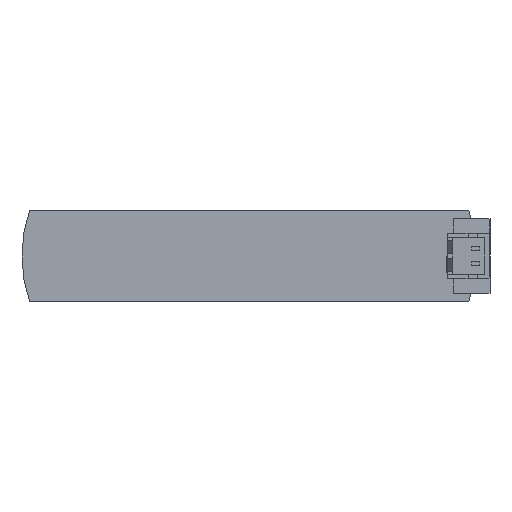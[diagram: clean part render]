
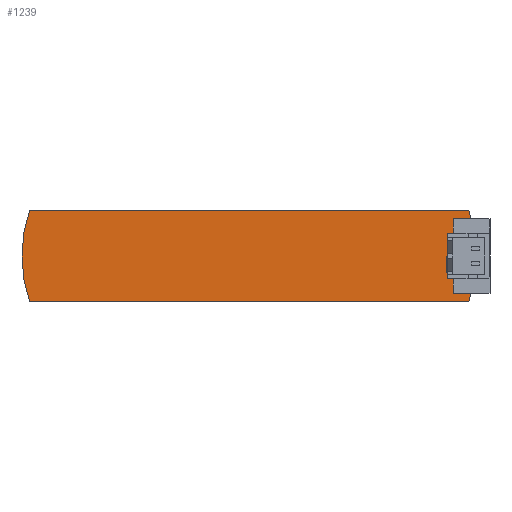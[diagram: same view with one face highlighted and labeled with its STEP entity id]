
A CAD part, front view. The second image highlights one B-rep face of the part: STEP entity #1239.
In plain terms, the highlighted planar face has unit normal (0, -1, 0).
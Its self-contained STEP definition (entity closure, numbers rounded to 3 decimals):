
#26 = EDGE_CURVE ( 'NONE', #1662, #1367, #1806, .T. ) ;
#35 = VERTEX_POINT ( 'NONE', #1133 ) ;
#44 = VERTEX_POINT ( 'NONE', #964 ) ;
#64 = DIRECTION ( 'NONE',  ( 0., -1., 0. ) ) ;
#78 = FACE_BOUND ( 'NONE', #752, .T. ) ;
#93 = EDGE_CURVE ( 'NONE', #44, #1935, #339, .T. ) ;
#103 = AXIS2_PLACEMENT_3D ( 'NONE', #875, #1817, #850 ) ;
#126 = DIRECTION ( 'NONE',  ( 0., 0., -1. ) ) ;
#152 = CARTESIAN_POINT ( 'NONE',  ( 0., -24., 0. ) ) ;
#170 = CARTESIAN_POINT ( 'NONE',  ( 0., -24., 3. ) ) ;
#181 = EDGE_CURVE ( 'NONE', #35, #265, #374, .T. ) ;
#186 = CARTESIAN_POINT ( 'NONE',  ( 14.5, -24., -3. ) ) ;
#237 = VECTOR ( 'NONE', #1124, 1000. ) ;
#259 = ORIENTED_EDGE ( 'NONE', *, *, #1267, .T. ) ;
#265 = VERTEX_POINT ( 'NONE', #2066 ) ;
#310 = CIRCLE ( 'NONE', #103, 0.45 ) ;
#311 = CARTESIAN_POINT ( 'NONE',  ( 14.5, -24., 3. ) ) ;
#339 = CIRCLE ( 'NONE', #1690, 0.45 ) ;
#374 = CIRCLE ( 'NONE', #1246, 0.45 ) ;
#411 = VECTOR ( 'NONE', #431, 1000. ) ;
#423 = CARTESIAN_POINT ( 'NONE',  ( -5.75, -24., 0. ) ) ;
#431 = DIRECTION ( 'NONE',  ( 1., 0., 0. ) ) ;
#469 = DIRECTION ( 'NONE',  ( 0., 0., -1. ) ) ;
#527 = CARTESIAN_POINT ( 'NONE',  ( 14.5, -24., -0.5 ) ) ;
#595 = CARTESIAN_POINT ( 'NONE',  ( 14.5, -24., 0.05 ) ) ;
#601 = EDGE_CURVE ( 'NONE', #1367, #1142, #1280, .T. ) ;
#608 = FACE_BOUND ( 'NONE', #2031, .T. ) ;
#611 = ORIENTED_EDGE ( 'NONE', *, *, #26, .T. ) ;
#628 = LINE ( 'NONE', #1127, #411 ) ;
#640 = DIRECTION ( 'NONE',  ( 0., 0., -1. ) ) ;
#656 = AXIS2_PLACEMENT_3D ( 'NONE', #152, #1316, #640 ) ;
#666 = ORIENTED_EDGE ( 'NONE', *, *, #1816, .F. ) ;
#677 = EDGE_CURVE ( 'NONE', #1142, #789, #628, .T. ) ;
#698 = EDGE_LOOP ( 'NONE', ( #1471, #1923, #259, #611 ) ) ;
#752 = EDGE_LOOP ( 'NONE', ( #666, #2049 ) ) ;
#782 = DIRECTION ( 'NONE',  ( 0., -1., 0. ) ) ;
#789 = VERTEX_POINT ( 'NONE', #186 ) ;
#850 = DIRECTION ( 'NONE',  ( 0., 0., -1. ) ) ;
#865 = CARTESIAN_POINT ( 'NONE',  ( 14.5, -24., -0.5 ) ) ;
#875 = CARTESIAN_POINT ( 'NONE',  ( 14.5, -24., 0.5 ) ) ;
#879 = DIRECTION ( 'NONE',  ( 0., 0., -1. ) ) ;
#890 = DIRECTION ( 'NONE',  ( 0., 0., -1. ) ) ;
#922 = CARTESIAN_POINT ( 'NONE',  ( -14.5, -24., -3. ) ) ;
#964 = CARTESIAN_POINT ( 'NONE',  ( 14.5, -24., 0.95 ) ) ;
#983 = PLANE ( 'NONE',  #656 ) ;
#1055 = DIRECTION ( 'NONE',  ( 0., -1., 0. ) ) ;
#1124 = DIRECTION ( 'NONE',  ( -1., 0., 0. ) ) ;
#1127 = CARTESIAN_POINT ( 'NONE',  ( 0., -24., -3. ) ) ;
#1133 = CARTESIAN_POINT ( 'NONE',  ( 14.5, -24., -0.95 ) ) ;
#1142 = VERTEX_POINT ( 'NONE', #922 ) ;
#1239 = ADVANCED_FACE ( 'NONE', ( #608, #78, #1639 ), #983, .T. ) ;
#1246 = AXIS2_PLACEMENT_3D ( 'NONE', #527, #1055, #890 ) ;
#1251 = CIRCLE ( 'NONE', #1869, 9.25 ) ;
#1267 = EDGE_CURVE ( 'NONE', #789, #1662, #1251, .T. ) ;
#1280 = CIRCLE ( 'NONE', #1729, 9.25 ) ;
#1316 = DIRECTION ( 'NONE',  ( 0., -1., 0. ) ) ;
#1335 = DIRECTION ( 'NONE',  ( 0., -1., 0. ) ) ;
#1367 = VERTEX_POINT ( 'NONE', #1865 ) ;
#1399 = EDGE_CURVE ( 'NONE', #265, #35, #1489, .T. ) ;
#1471 = ORIENTED_EDGE ( 'NONE', *, *, #601, .T. ) ;
#1489 = CIRCLE ( 'NONE', #2144, 0.45 ) ;
#1578 = ORIENTED_EDGE ( 'NONE', *, *, #1399, .F. ) ;
#1639 = FACE_OUTER_BOUND ( 'NONE', #698, .T. ) ;
#1662 = VERTEX_POINT ( 'NONE', #311 ) ;
#1690 = AXIS2_PLACEMENT_3D ( 'NONE', #2142, #1335, #469 ) ;
#1729 = AXIS2_PLACEMENT_3D ( 'NONE', #423, #64, #879 ) ;
#1806 = LINE ( 'NONE', #170, #237 ) ;
#1816 = EDGE_CURVE ( 'NONE', #1935, #44, #310, .T. ) ;
#1817 = DIRECTION ( 'NONE',  ( 0., -1., 0. ) ) ;
#1854 = DIRECTION ( 'NONE',  ( 0., -1., 0. ) ) ;
#1857 = ORIENTED_EDGE ( 'NONE', *, *, #181, .F. ) ;
#1865 = CARTESIAN_POINT ( 'NONE',  ( -14.5, -24., 3. ) ) ;
#1869 = AXIS2_PLACEMENT_3D ( 'NONE', #1948, #782, #126 ) ;
#1923 = ORIENTED_EDGE ( 'NONE', *, *, #677, .T. ) ;
#1935 = VERTEX_POINT ( 'NONE', #595 ) ;
#1948 = CARTESIAN_POINT ( 'NONE',  ( 5.75, -24., 0. ) ) ;
#2031 = EDGE_LOOP ( 'NONE', ( #1857, #1578 ) ) ;
#2039 = DIRECTION ( 'NONE',  ( 0., 0., -1. ) ) ;
#2049 = ORIENTED_EDGE ( 'NONE', *, *, #93, .F. ) ;
#2066 = CARTESIAN_POINT ( 'NONE',  ( 14.5, -24., -0.05 ) ) ;
#2142 = CARTESIAN_POINT ( 'NONE',  ( 14.5, -24., 0.5 ) ) ;
#2144 = AXIS2_PLACEMENT_3D ( 'NONE', #865, #1854, #2039 ) ;
